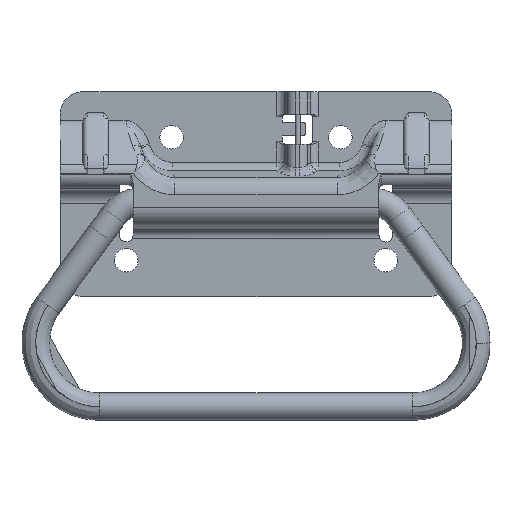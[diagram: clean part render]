
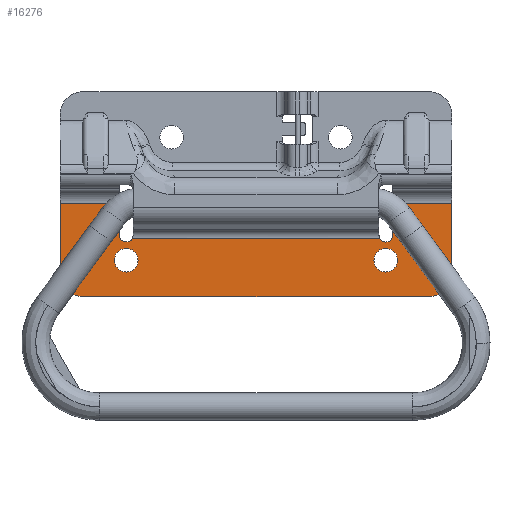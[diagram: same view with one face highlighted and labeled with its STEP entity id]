
A CAD part, front view. The second image highlights one B-rep face of the part: STEP entity #16276.
In plain terms, the highlighted planar face has unit normal (0, -1, 0).
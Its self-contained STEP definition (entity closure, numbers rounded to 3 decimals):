
#18 = DIRECTION ( 'NONE',  ( 0., 0., 1. ) ) ;
#35 = DIRECTION ( 'NONE',  ( 0., -1., 0. ) ) ;
#189 = EDGE_CURVE ( 'NONE', #14711, #5503, #9790, .T. ) ;
#221 = CARTESIAN_POINT ( 'NONE',  ( 43., -1.6, -40. ) ) ;
#236 = CARTESIAN_POINT ( 'NONE',  ( -43., -1.6, -40. ) ) ;
#331 = CARTESIAN_POINT ( 'NONE',  ( -30., -1.6, 0. ) ) ;
#356 = DIRECTION ( 'NONE',  ( 0., -1., 0. ) ) ;
#452 = EDGE_CURVE ( 'NONE', #3509, #16139, #4346, .T. ) ;
#453 = DIRECTION ( 'NONE',  ( 0., 0., 1. ) ) ;
#503 = ORIENTED_EDGE ( 'NONE', *, *, #941, .T. ) ;
#659 = AXIS2_PLACEMENT_3D ( 'NONE', #8033, #356, #9334 ) ;
#919 = LINE ( 'NONE', #6167, #11156 ) ;
#941 = EDGE_CURVE ( 'NONE', #9766, #8888, #13948, .T. ) ;
#1080 = CIRCLE ( 'NONE', #13862, 2.6 ) ;
#1167 = AXIS2_PLACEMENT_3D ( 'NONE', #15377, #7700, #18 ) ;
#1485 = CARTESIAN_POINT ( 'NONE',  ( -43., -1.6, -24.502 ) ) ;
#1528 = DIRECTION ( 'NONE',  ( 0., 0., 1. ) ) ;
#1578 = CARTESIAN_POINT ( 'NONE',  ( -30., -1.6, -31.5 ) ) ;
#1637 = LINE ( 'NONE', #5561, #8042 ) ;
#1675 = CARTESIAN_POINT ( 'NONE',  ( 27.149, -1.6, -32.153 ) ) ;
#1748 = CARTESIAN_POINT ( 'NONE',  ( 28.5, -1.6, -31.5 ) ) ;
#1760 = AXIS2_PLACEMENT_3D ( 'NONE', #1748, #9426, #453 ) ;
#1898 = VECTOR ( 'NONE', #11874, 1000. ) ;
#2274 = VERTEX_POINT ( 'NONE', #1675 ) ;
#2326 = ORIENTED_EDGE ( 'NONE', *, *, #8886, .T. ) ;
#2482 = EDGE_CURVE ( 'NONE', #3509, #5236, #8332, .T. ) ;
#2536 = ORIENTED_EDGE ( 'NONE', *, *, #189, .T. ) ;
#2694 = ORIENTED_EDGE ( 'NONE', *, *, #7801, .F. ) ;
#2698 = ORIENTED_EDGE ( 'NONE', *, *, #10693, .F. ) ;
#2770 = CARTESIAN_POINT ( 'NONE',  ( -38., -1.6, -40. ) ) ;
#3050 = VECTOR ( 'NONE', #14314, 1000. ) ;
#3074 = EDGE_CURVE ( 'NONE', #16223, #13870, #7294, .T. ) ;
#3097 = ORIENTED_EDGE ( 'NONE', *, *, #16651, .T. ) ;
#3115 = EDGE_LOOP ( 'NONE', ( #3097, #10719, #10340, #503, #11788, #2326, #2536, #5601, #13404, #15224, #10679, #14861, #14280 ) ) ;
#3324 = EDGE_LOOP ( 'NONE', ( #2698, #2694 ) ) ;
#3450 = LINE ( 'NONE', #6640, #3050 ) ;
#3452 = VERTEX_POINT ( 'NONE', #15758 ) ;
#3509 = VERTEX_POINT ( 'NONE', #16100 ) ;
#3616 = CARTESIAN_POINT ( 'NONE',  ( 28.5, -1.6, -33. ) ) ;
#3715 = CARTESIAN_POINT ( 'NONE',  ( 43., -1.6, -40. ) ) ;
#3897 = VECTOR ( 'NONE', #1528, 1000. ) ;
#4004 = VERTEX_POINT ( 'NONE', #4363 ) ;
#4055 = DIRECTION ( 'NONE',  ( 0., 0., 1. ) ) ;
#4133 = FACE_BOUND ( 'NONE', #4336, .T. ) ;
#4143 = CARTESIAN_POINT ( 'NONE',  ( -28.5, -1.6, -37. ) ) ;
#4336 = EDGE_LOOP ( 'NONE', ( #4860, #6081 ) ) ;
#4346 = CIRCLE ( 'NONE', #1760, 1.5 ) ;
#4363 = CARTESIAN_POINT ( 'NONE',  ( 28.5, -1.6, -39.6 ) ) ;
#4786 = CARTESIAN_POINT ( 'NONE',  ( 38., -1.6, -40. ) ) ;
#4860 = ORIENTED_EDGE ( 'NONE', *, *, #7634, .F. ) ;
#5236 = VERTEX_POINT ( 'NONE', #15415 ) ;
#5289 = LINE ( 'NONE', #331, #1898 ) ;
#5305 = CIRCLE ( 'NONE', #16349, 1.5 ) ;
#5414 = DIRECTION ( 'NONE',  ( 0., 0., 1. ) ) ;
#5503 = VERTEX_POINT ( 'NONE', #8254 ) ;
#5561 = CARTESIAN_POINT ( 'NONE',  ( 0., -1.6, -24.502 ) ) ;
#5601 = ORIENTED_EDGE ( 'NONE', *, *, #7281, .T. ) ;
#5607 = VERTEX_POINT ( 'NONE', #13720 ) ;
#5645 = EDGE_CURVE ( 'NONE', #5913, #4004, #12780, .T. ) ;
#5855 = DIRECTION ( 'NONE',  ( 0., 1., 0. ) ) ;
#5913 = VERTEX_POINT ( 'NONE', #6821 ) ;
#6081 = ORIENTED_EDGE ( 'NONE', *, *, #5645, .F. ) ;
#6087 = DIRECTION ( 'NONE',  ( 0., 0., 1. ) ) ;
#6167 = CARTESIAN_POINT ( 'NONE',  ( 0., -1.6, -32.153 ) ) ;
#6226 = EDGE_CURVE ( 'NONE', #5607, #15057, #11784, .T. ) ;
#6640 = CARTESIAN_POINT ( 'NONE',  ( -43., -1.6, -5. ) ) ;
#6730 = VECTOR ( 'NONE', #8061, 1000. ) ;
#6821 = CARTESIAN_POINT ( 'NONE',  ( 28.5, -1.6, -34.4 ) ) ;
#6949 = CIRCLE ( 'NONE', #11289, 2.6 ) ;
#7147 = CARTESIAN_POINT ( 'NONE',  ( -28.5, -1.6, -34.4 ) ) ;
#7281 = EDGE_CURVE ( 'NONE', #5503, #16223, #16587, .T. ) ;
#7294 = LINE ( 'NONE', #221, #3897 ) ;
#7327 = AXIS2_PLACEMENT_3D ( 'NONE', #7565, #15304, #7622 ) ;
#7329 = CARTESIAN_POINT ( 'NONE',  ( 28.5, -1.6, -37. ) ) ;
#7522 = FACE_OUTER_BOUND ( 'NONE', #3115, .T. ) ;
#7565 = CARTESIAN_POINT ( 'NONE',  ( 0., -1.6, 0. ) ) ;
#7622 = DIRECTION ( 'NONE',  ( 0., 0., 1. ) ) ;
#7634 = EDGE_CURVE ( 'NONE', #4004, #5913, #6949, .T. ) ;
#7700 = DIRECTION ( 'NONE',  ( 0., 1., 0. ) ) ;
#7724 = CARTESIAN_POINT ( 'NONE',  ( 28.5, -1.6, -37. ) ) ;
#7801 = EDGE_CURVE ( 'NONE', #9932, #3452, #15975, .T. ) ;
#8033 = CARTESIAN_POINT ( 'NONE',  ( -28.5, -1.6, -37. ) ) ;
#8042 = VECTOR ( 'NONE', #14526, 1000. ) ;
#8061 = DIRECTION ( 'NONE',  ( -1., 0., 0. ) ) ;
#8240 = CARTESIAN_POINT ( 'NONE',  ( 0., -1.6, -24.502 ) ) ;
#8254 = CARTESIAN_POINT ( 'NONE',  ( 38., -1.6, -45. ) ) ;
#8332 = LINE ( 'NONE', #11245, #15129 ) ;
#8531 = DIRECTION ( 'NONE',  ( -1., 0., 0. ) ) ;
#8640 = DIRECTION ( 'NONE',  ( 0., 0., 1. ) ) ;
#8678 = AXIS2_PLACEMENT_3D ( 'NONE', #7724, #35, #9014 ) ;
#8723 = EDGE_CURVE ( 'NONE', #16139, #2274, #5305, .T. ) ;
#8886 = EDGE_CURVE ( 'NONE', #14581, #14711, #14328, .T. ) ;
#8888 = VERTEX_POINT ( 'NONE', #1485 ) ;
#9014 = DIRECTION ( 'NONE',  ( 0., 0., 1. ) ) ;
#9151 = AXIS2_PLACEMENT_3D ( 'NONE', #2770, #11729, #4055 ) ;
#9334 = DIRECTION ( 'NONE',  ( 0., 0., 1. ) ) ;
#9426 = DIRECTION ( 'NONE',  ( 0., 1., 0. ) ) ;
#9640 = EDGE_CURVE ( 'NONE', #9766, #15057, #5289, .T. ) ;
#9766 = VERTEX_POINT ( 'NONE', #10200 ) ;
#9790 = LINE ( 'NONE', #11469, #13168 ) ;
#9932 = VERTEX_POINT ( 'NONE', #7147 ) ;
#10087 = CARTESIAN_POINT ( 'NONE',  ( 43., -1.6, -24.502 ) ) ;
#10200 = CARTESIAN_POINT ( 'NONE',  ( -30., -1.6, -24.502 ) ) ;
#10201 = DIRECTION ( 'NONE',  ( 1., 0., 0. ) ) ;
#10340 = ORIENTED_EDGE ( 'NONE', *, *, #9640, .F. ) ;
#10679 = ORIENTED_EDGE ( 'NONE', *, *, #2482, .F. ) ;
#10693 = EDGE_CURVE ( 'NONE', #3452, #9932, #1080, .T. ) ;
#10719 = ORIENTED_EDGE ( 'NONE', *, *, #6226, .T. ) ;
#11156 = VECTOR ( 'NONE', #8531, 1000. ) ;
#11245 = CARTESIAN_POINT ( 'NONE',  ( 30., -1.6, 0. ) ) ;
#11289 = AXIS2_PLACEMENT_3D ( 'NONE', #7329, #16318, #8640 ) ;
#11469 = CARTESIAN_POINT ( 'NONE',  ( -38., -1.6, -45. ) ) ;
#11729 = DIRECTION ( 'NONE',  ( 0., -1., 0. ) ) ;
#11784 = CIRCLE ( 'NONE', #1167, 1.5 ) ;
#11788 = ORIENTED_EDGE ( 'NONE', *, *, #12865, .T. ) ;
#11874 = DIRECTION ( 'NONE',  ( 0., 0., -1. ) ) ;
#12725 = PLANE ( 'NONE',  #7327 ) ;
#12780 = CIRCLE ( 'NONE', #8678, 2.6 ) ;
#12865 = EDGE_CURVE ( 'NONE', #8888, #14581, #3450, .T. ) ;
#13096 = DIRECTION ( 'NONE',  ( 0., -1., 0. ) ) ;
#13168 = VECTOR ( 'NONE', #10201, 1000. ) ;
#13404 = ORIENTED_EDGE ( 'NONE', *, *, #3074, .T. ) ;
#13515 = EDGE_CURVE ( 'NONE', #13870, #5236, #1637, .T. ) ;
#13519 = CARTESIAN_POINT ( 'NONE',  ( 28.5, -1.6, -31.5 ) ) ;
#13720 = CARTESIAN_POINT ( 'NONE',  ( -27.149, -1.6, -32.153 ) ) ;
#13756 = DIRECTION ( 'NONE',  ( 0., -1., 0. ) ) ;
#13862 = AXIS2_PLACEMENT_3D ( 'NONE', #4143, #13096, #5414 ) ;
#13870 = VERTEX_POINT ( 'NONE', #10087 ) ;
#13940 = FACE_BOUND ( 'NONE', #3324, .T. ) ;
#13948 = LINE ( 'NONE', #8240, #6730 ) ;
#14280 = ORIENTED_EDGE ( 'NONE', *, *, #8723, .T. ) ;
#14314 = DIRECTION ( 'NONE',  ( 0., 0., -1. ) ) ;
#14328 = CIRCLE ( 'NONE', #9151, 5. ) ;
#14526 = DIRECTION ( 'NONE',  ( -1., 0., 0. ) ) ;
#14581 = VERTEX_POINT ( 'NONE', #236 ) ;
#14711 = VERTEX_POINT ( 'NONE', #14860 ) ;
#14822 = DIRECTION ( 'NONE',  ( 0., 0., 1. ) ) ;
#14860 = CARTESIAN_POINT ( 'NONE',  ( -38., -1.6, -45. ) ) ;
#14861 = ORIENTED_EDGE ( 'NONE', *, *, #452, .T. ) ;
#15057 = VERTEX_POINT ( 'NONE', #1578 ) ;
#15129 = VECTOR ( 'NONE', #16347, 1000. ) ;
#15224 = ORIENTED_EDGE ( 'NONE', *, *, #13515, .T. ) ;
#15304 = DIRECTION ( 'NONE',  ( 0., 1., 0. ) ) ;
#15377 = CARTESIAN_POINT ( 'NONE',  ( -28.5, -1.6, -31.5 ) ) ;
#15415 = CARTESIAN_POINT ( 'NONE',  ( 30., -1.6, -24.502 ) ) ;
#15758 = CARTESIAN_POINT ( 'NONE',  ( -28.5, -1.6, -39.6 ) ) ;
#15898 = AXIS2_PLACEMENT_3D ( 'NONE', #4786, #13756, #6087 ) ;
#15975 = CIRCLE ( 'NONE', #659, 2.6 ) ;
#16100 = CARTESIAN_POINT ( 'NONE',  ( 30., -1.6, -31.5 ) ) ;
#16139 = VERTEX_POINT ( 'NONE', #3616 ) ;
#16223 = VERTEX_POINT ( 'NONE', #3715 ) ;
#16276 = ADVANCED_FACE ( 'NONE', ( #7522, #4133, #13940 ), #12725, .F. ) ;
#16318 = DIRECTION ( 'NONE',  ( 0., -1., 0. ) ) ;
#16347 = DIRECTION ( 'NONE',  ( 0., 0., 1. ) ) ;
#16349 = AXIS2_PLACEMENT_3D ( 'NONE', #13519, #5855, #14822 ) ;
#16587 = CIRCLE ( 'NONE', #15898, 5. ) ;
#16651 = EDGE_CURVE ( 'NONE', #2274, #5607, #919, .T. ) ;
